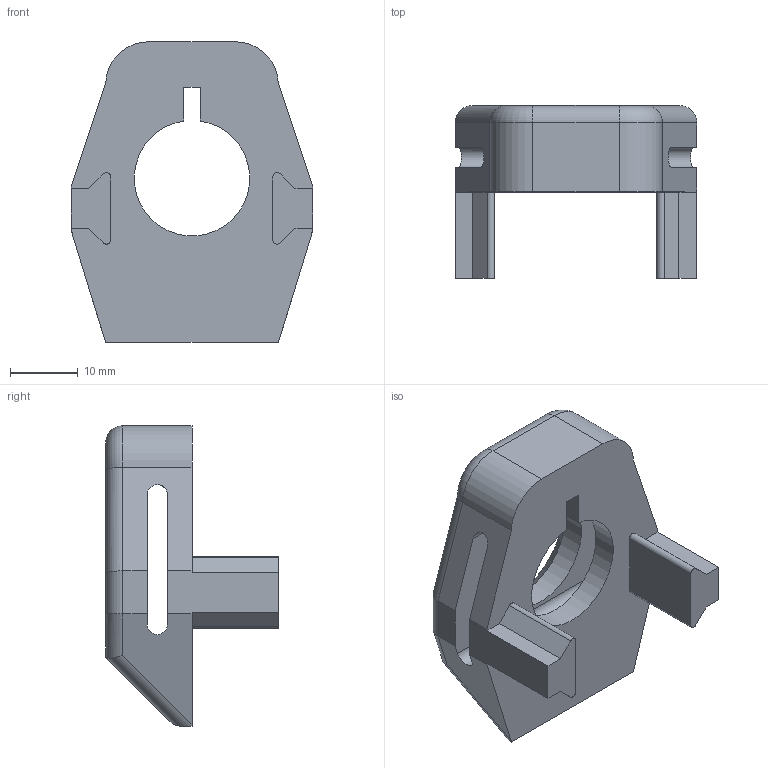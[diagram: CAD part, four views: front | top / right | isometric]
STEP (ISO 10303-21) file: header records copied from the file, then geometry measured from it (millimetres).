
FILE_DESCRIPTION(/* description */ (''),/* implementation_level */ '2;1');
FILE_NAME(/* name */ 'Cass HRR PRA - 4.5in Endcap v3 - astmodified v1.step',/* time_stamp */ '2020-12-09T20:15:34+00:00',/* author */ (''),/* organization */ (''),/* preprocessor_version */ 'ST-DEVELOPER v18.1',/* originating_system */ 'Autodesk Translation Framework v9.3.0.1241',/* authorisation */ '');
FILE_SCHEMA (('AUTOMOTIVE_DESIGN { 1 0 10303 214 3 1 1 }'));
Length unit declared in the file: millimetre
Products named in the file (1): Cass HRR PRA - 4.5in Endcap v3 - astmodified
Bounding box: 35.56 x 25.4 x 44.2 mm (x, y, z)
Volume: 11802 mm3; surface area: 5815.1 mm2
Topology: 1 solids, 1 shells, 54 faces, 160 edges, 104 vertices
Faces by surface type: plane 30, cylinder 21, torus 2, cone 1
Entity records: 1873 total; most frequent: CARTESIAN_POINT 349, ORIENTED_EDGE 320, DIRECTION 307, EDGE_CURVE 160, LINE 115, VECTOR 115, VERTEX_POINT 104, AXIS2_PLACEMENT_3D 96
